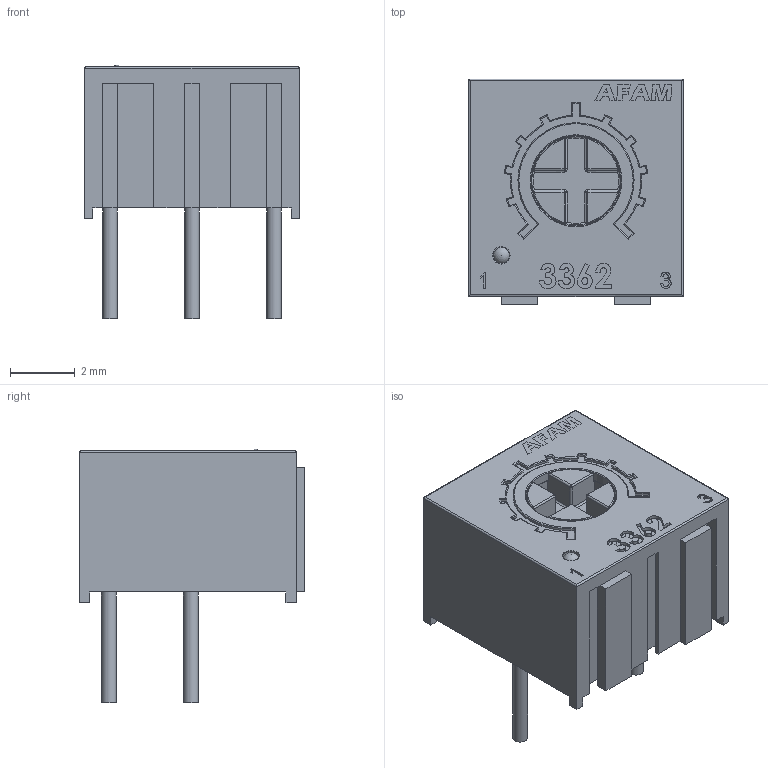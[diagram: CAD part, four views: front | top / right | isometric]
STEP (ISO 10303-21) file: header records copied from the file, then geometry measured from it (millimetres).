
FILE_DESCRIPTION(/* description */ ('STEP AP214','CAx-IF Rec.Pracs.---Representation and Presentation of Product Manufacturing Information (PMI)---4.0---2014-10-13'),/* implementation_level */ '2;1');
FILE_NAME(/* name */ '',/* time_stamp */ '2025-01-18T15:02:56+09:00',/* author */ (''),/* organization */ (''),/* preprocessor_version */ 'ST-DEVELOPER v20',/* originating_system */ 'Autodesk Translation Framework v13.20.0.188',/* authorisation */ '');
FILE_SCHEMA (('AP242_MANAGED_MODEL_BASED_3D_ENGINEERING_MIM_LF { 1 0 10303 442 1 1 4 }'));
Length unit declared in the file: millimetre
Products named in the file (1): 10K,  BOURNS 3362P-103LF
Bounding box: 6.66 x 6.99 x 7.85 mm (x, y, z)
Volume: 194.4 mm3; surface area: 259.5 mm2
Topology: 4 solids, 4 shells, 314 faces, 868 edges, 574 vertices
Faces by surface type: plane 131, cylinder 89, bspline 64, torus 25, sphere 5
Full cylindrical faces by diameter (mm): 0.46 x3, 0.5 x1, 2.8 x1
Entity records: 13882 total; most frequent: CARTESIAN_POINT 6200, ORIENTED_EDGE 1726, DIRECTION 1307, EDGE_CURVE 863, VERTEX_POINT 574, LINE 503, VECTOR 503, AXIS2_PLACEMENT_3D 402
